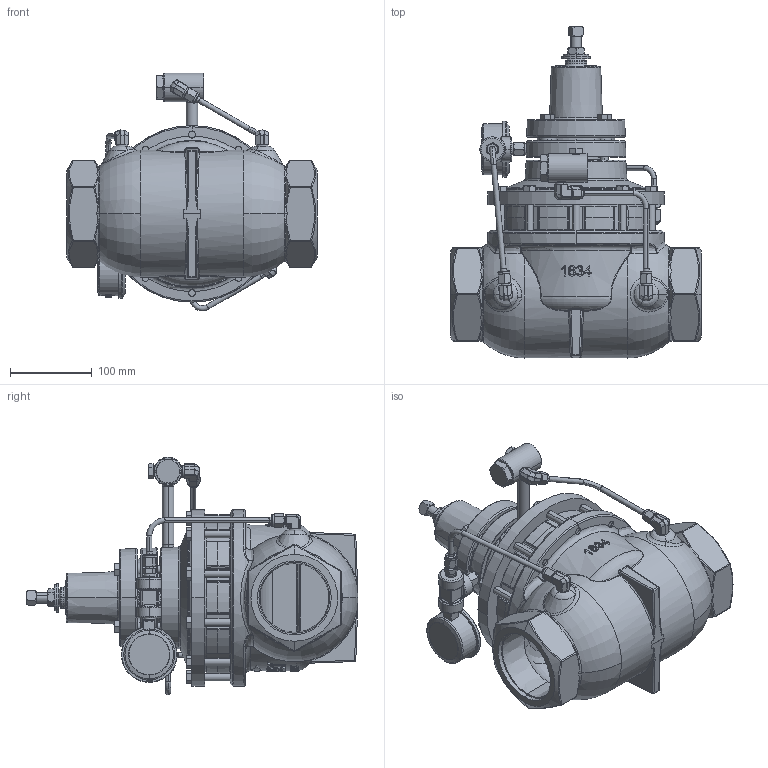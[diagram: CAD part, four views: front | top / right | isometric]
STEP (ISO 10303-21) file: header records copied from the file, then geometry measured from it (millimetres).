
FILE_DESCRIPTION (( 'STEP AP214' ), '1' );
FILE_NAME ('RRN3SADF1S-AKPD.STEP', '2025-01-24T12:16:53', ( 'Windows User' ), ( '' ), 'SwSTEP 2.0', 'SolidWorks 2024', '' );
FILE_SCHEMA (( 'AUTOMOTIVE_DESIGN' ));
Length unit declared in the file: inch
Products named in the file (1): RRN3SADF1S-AKPD
Bounding box: 306.37 x 405.79 x 290.66 mm (x, y, z)
Volume: 6546439.5 mm3; surface area: 536077.4 mm2
Topology: 1 solids, 1 shells, 4542 faces, 12101 edges, 7751 vertices
Faces by surface type: plane 1834, bspline 1677, cylinder 454, cone 350, torus 183, sphere 44
Entity records: 194857 total; most frequent: CARTESIAN_POINT 94705, ORIENTED_EDGE 24102, DIRECTION 15434, EDGE_CURVE 12051, VERTEX_POINT 7751, LINE 5736, VECTOR 5736, AXIS2_PLACEMENT_3D 4849
